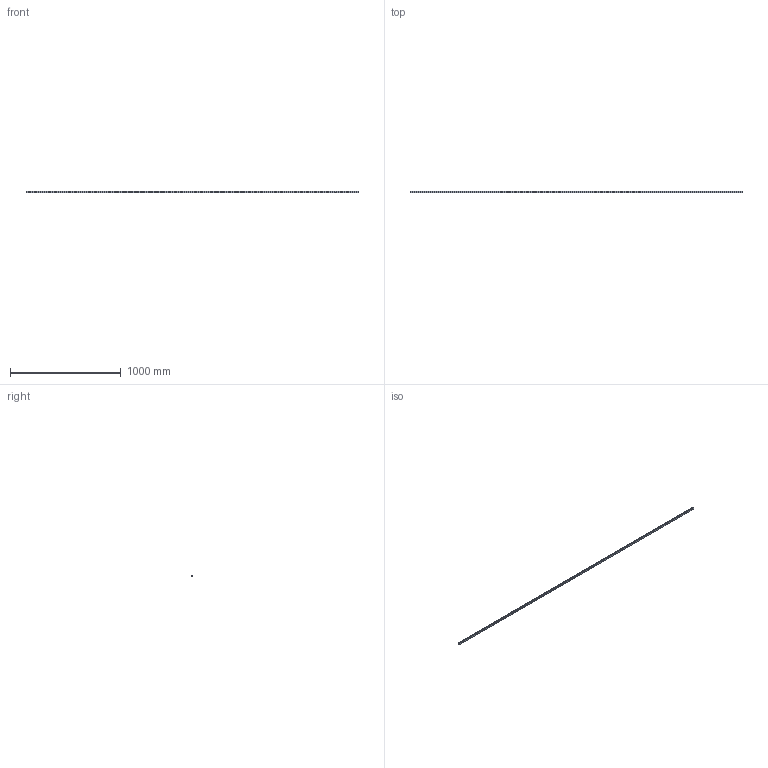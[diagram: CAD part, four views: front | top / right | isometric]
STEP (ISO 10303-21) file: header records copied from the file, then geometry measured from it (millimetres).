
FILE_DESCRIPTION(/* description */ ('STEP AP214'),/* implementation_level */ '2;1');
FILE_NAME(/* name */ 'HSR15-3000L(GK) RAIL(30)',/* time_stamp */ '2023-02-06T12:46:51+01:00',/* author */ ('License CC BY-ND 4.0'),/* organization */ ('CADENAS'),/* preprocessor_version */ 'ST-DEVELOPER v18.102',/* originating_system */ 'PARTsolutions',/* authorisation */ ' ');
FILE_SCHEMA (('AUTOMOTIVE_DESIGN {1 0 10303 214 3 1 1}'));
Length unit declared in the file: millimetre
Products named in the file (1): HSR15-3000L(GK) RAIL(30)
Bounding box: 3000 x 15 x 15 mm (x, y, z)
Volume: 560244.1 mm3; surface area: 196948.2 mm2
Topology: 1 solids, 1 shells, 176 faces, 372 edges, 248 vertices
Faces by surface type: cylinder 104, plane 72
Full cylindrical faces by diameter (mm): 4.5 x50, 7.5 x50
Entity records: 4554 total; most frequent: DIRECTION 834, CARTESIAN_POINT 697, ORIENTED_EDGE 544, EDGE_LOOP 426, FACE_BOUND 426, AXIS2_PLACEMENT_3D 385, EDGE_CURVE 272, VERTEX_POINT 248
